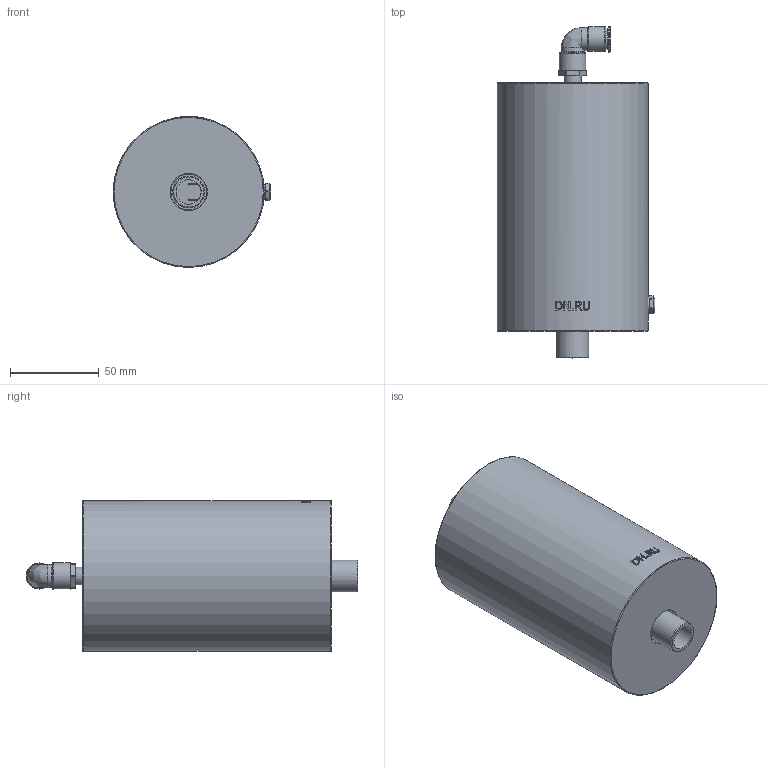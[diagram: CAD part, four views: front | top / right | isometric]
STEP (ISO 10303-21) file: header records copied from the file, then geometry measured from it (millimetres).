
FILE_DESCRIPTION(/* description */ (''),/* implementation_level */ '2;1');
FILE_NAME(/* name */ 'WBV3131E_3D_STEP.stp',/* time_stamp */ '2024-12-01T13:16:38+03:00',/* author */ ('igorr'),/* organization */ (''),/* preprocessor_version */ 'ST-DEVELOPER v20',/* originating_system */ 'Autodesk Inventor 2025',/* authorisation */ '');
FILE_SCHEMA (('AUTOMOTIVE_DESIGN { 1 0 10303 214 3 1 1 }'));
Length unit declared in the file: millimetre
Products named in the file (1): Деталь
Bounding box: 88.75 x 186.93 x 85 mm (x, y, z)
Volume: 796599.4 mm3; surface area: 57536.5 mm2
Topology: 1 solids, 1 shells, 158 faces, 403 edges, 263 vertices
Faces by surface type: plane 79, cylinder 39, bspline 24, torus 16
Full cylindrical faces by diameter (mm): 5.896 x1, 7.534 x1, 8.533 x2, 9.73 x1, 10 x1, 10.198 x1, 11.437 x1, 13 x2, 14 x2, 14.678 x1, 15 x1, 18 x1, 20 x1, 76 x1, 82 x1, 85 x1
Entity records: 5857 total; most frequent: CARTESIAN_POINT 1828, ORIENTED_EDGE 802, DIRECTION 769, EDGE_CURVE 401, AXIS2_PLACEMENT_3D 296, VERTEX_POINT 263, EDGE_LOOP 182, LINE 177
